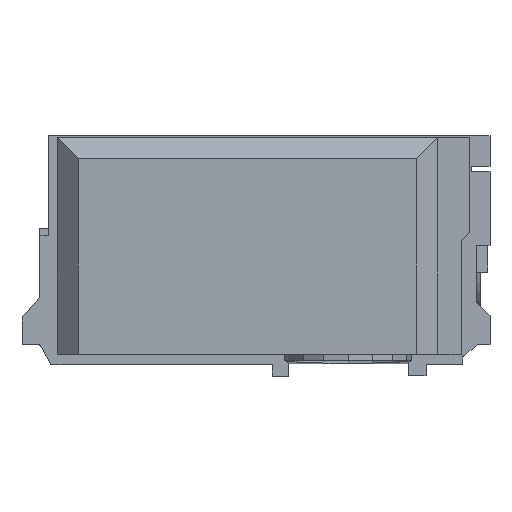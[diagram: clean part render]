
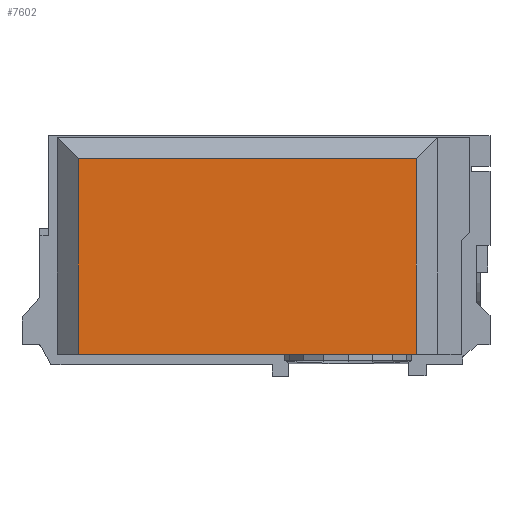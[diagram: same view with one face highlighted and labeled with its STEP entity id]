
A CAD part, top view. The second image highlights one B-rep face of the part: STEP entity #7602.
In plain terms, the highlighted planar face has unit normal (0, 0, 1).
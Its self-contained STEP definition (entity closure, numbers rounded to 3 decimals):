
#340=PLANE('',#8200);
#634=FACE_OUTER_BOUND('',#1097,.T.);
#1097=EDGE_LOOP('',(#5386,#5387,#5388,#5389));
#1704=LINE('',#11443,#2466);
#1707=LINE('',#11448,#2469);
#1709=LINE('',#11452,#2471);
#1711=LINE('',#11455,#2473);
#2466=VECTOR('',#9090,10.);
#2469=VECTOR('',#9095,10.);
#2471=VECTOR('',#9099,10.);
#2473=VECTOR('',#9103,10.);
#3526=VERTEX_POINT('',#11440);
#3527=VERTEX_POINT('',#11442);
#3528=VERTEX_POINT('',#11447);
#3529=VERTEX_POINT('',#11451);
#4242=EDGE_CURVE('',#3526,#3527,#1704,.T.);
#4245=EDGE_CURVE('',#3527,#3528,#1707,.T.);
#4247=EDGE_CURVE('',#3528,#3529,#1709,.T.);
#4249=EDGE_CURVE('',#3526,#3529,#1711,.T.);
#5386=ORIENTED_EDGE('',*,*,#4247,.F.);
#5387=ORIENTED_EDGE('',*,*,#4245,.F.);
#5388=ORIENTED_EDGE('',*,*,#4242,.F.);
#5389=ORIENTED_EDGE('',*,*,#4249,.T.);
#7602=ADVANCED_FACE('',(#634),#340,.T.);
#8200=AXIS2_PLACEMENT_3D('',#11454,#9101,#9102);
#9090=DIRECTION('',(0.,1.,0.));
#9095=DIRECTION('',(1.,0.,0.));
#9099=DIRECTION('',(0.,-1.,0.));
#9101=DIRECTION('center_axis',(0.,0.,1.));
#9102=DIRECTION('ref_axis',(1.,0.,0.));
#9103=DIRECTION('',(1.,0.,0.));
#11440=CARTESIAN_POINT('',(-55.75,-35.75,50.));
#11442=CARTESIAN_POINT('',(-55.75,28.75,50.));
#11443=CARTESIAN_POINT('',(-55.75,17.875,50.));
#11447=CARTESIAN_POINT('',(55.75,28.75,50.));
#11448=CARTESIAN_POINT('',(31.375,28.75,50.));
#11451=CARTESIAN_POINT('',(55.75,-35.75,50.));
#11452=CARTESIAN_POINT('',(55.75,-17.875,50.));
#11454=CARTESIAN_POINT('Origin',(0.,0.,
50.));
#11455=CARTESIAN_POINT('',(62.75,-35.75,50.));
